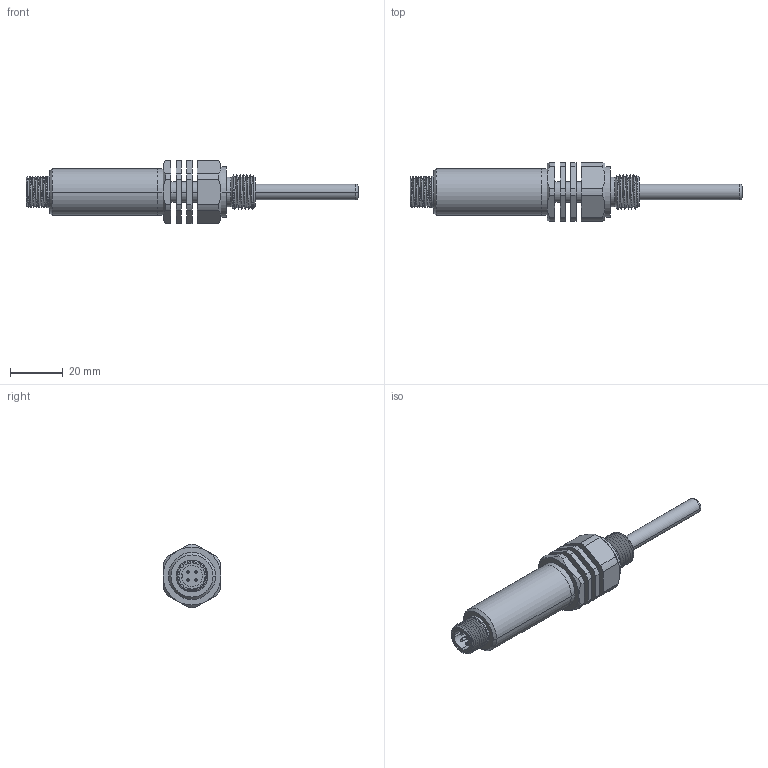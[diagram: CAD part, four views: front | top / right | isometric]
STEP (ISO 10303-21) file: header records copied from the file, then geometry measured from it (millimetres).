
FILE_DESCRIPTION (( 'STEP AP214' ), '1' );
FILE_NAME ('TM112-6L50G14MM-T-3D.STEP', '2021-10-14T06:35:54', ( '' ), ( '' ), 'SwSTEP 2.0', 'SolidWorks 2018', '' );
FILE_SCHEMA (( 'AUTOMOTIVE_DESIGN' ));
Length unit declared in the file: millimetre
Products named in the file (6): TM112GB-6-G14M-SR-L50-3D_ASM.stp; TM112-6L50G14MM-T-3D.stp; TM112-PCBZJ-20211014.stp; TM112-6L50G14MM-T-3D; 6X1-L50-35.stp; TM112GB-6-G14M-SR-3D.stp
Assembly tree (5 placements, depth 4):
  TM112-6L50G14MM-T-3D
    TM112-6L50G14MM-T-3D.stp
      TM112GB-6-G14M-SR-L50-3D_ASM.stp
        TM112GB-6-G14M-SR-3D.stp
        6X1-L50-35.stp
      TM112-PCBZJ-20211014.stp
Bounding box: 126 x 22 x 23.98 mm (x, y, z)
Volume: 18823.3 mm3; surface area: 13513.1 mm2
Topology: 3 solids, 3 shells, 180 faces, 451 edges, 291 vertices
Faces by surface type: cylinder 79, plane 48, cone 25, bspline 18, sphere 8, torus 2
Entity records: 8339 total; most frequent: CARTESIAN_POINT 4023, ORIENTED_EDGE 870, DIRECTION 847, EDGE_CURVE 435, AXIS2_PLACEMENT_3D 349, VERTEX_POINT 283, EDGE_LOOP 204, ADVANCED_FACE 180
